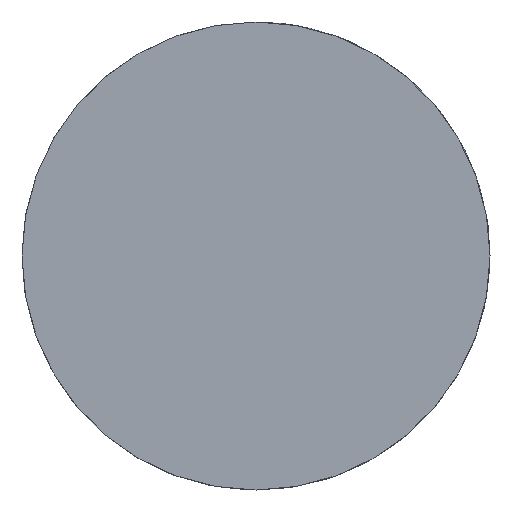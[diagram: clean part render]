
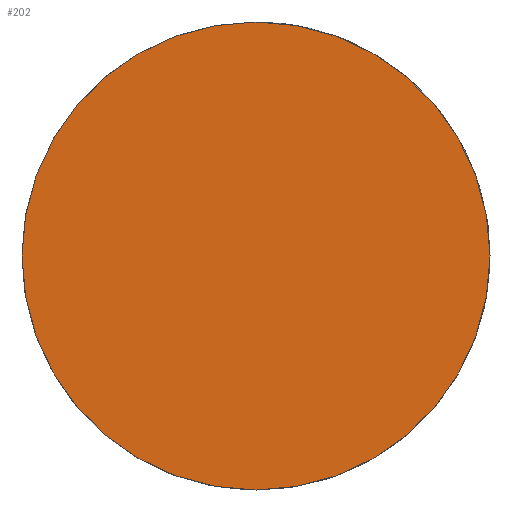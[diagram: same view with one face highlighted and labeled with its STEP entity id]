
A CAD part, left-side view. The second image highlights one B-rep face of the part: STEP entity #202.
In plain terms, the highlighted planar face has unit normal (-1, 0, 0).
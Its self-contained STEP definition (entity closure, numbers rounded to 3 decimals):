
#5 = CARTESIAN_POINT ( 'NONE',  ( 0., 0., -12.5 ) ) ;
#8 = CARTESIAN_POINT ( 'NONE',  ( 0., 0., 0. ) ) ;
#41 = AXIS2_PLACEMENT_3D ( 'NONE', #74, #196, #108 ) ;
#45 = ORIENTED_EDGE ( 'NONE', *, *, #197, .F. ) ;
#53 = VERTEX_POINT ( 'NONE', #5 ) ;
#74 = CARTESIAN_POINT ( 'NONE',  ( 0., 0., 0. ) ) ;
#78 = EDGE_LOOP ( 'NONE', ( #45 ) ) ;
#91 = DIRECTION ( 'NONE',  ( 1., 0., 0. ) ) ;
#93 = DIRECTION ( 'NONE',  ( 0., 0., -1. ) ) ;
#108 = DIRECTION ( 'NONE',  ( 0., 0., -1. ) ) ;
#112 = FACE_OUTER_BOUND ( 'NONE', #78, .T. ) ;
#113 = CIRCLE ( 'NONE', #126, 12.5 ) ;
#126 = AXIS2_PLACEMENT_3D ( 'NONE', #8, #91, #93 ) ;
#166 = PLANE ( 'NONE',  #41 ) ;
#196 = DIRECTION ( 'NONE',  ( 1., 0., 0. ) ) ;
#197 = EDGE_CURVE ( 'NONE', #53, #53, #113, .T. ) ;
#202 = ADVANCED_FACE ( 'NONE', ( #112 ), #166, .F. ) ;
